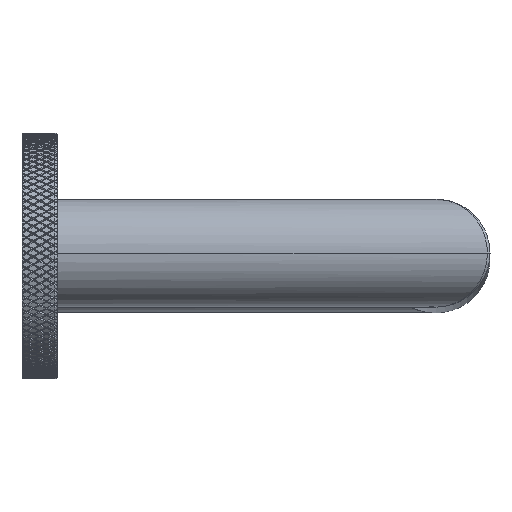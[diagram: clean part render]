
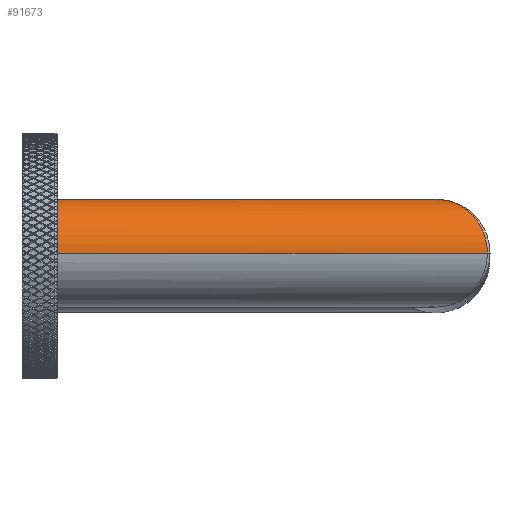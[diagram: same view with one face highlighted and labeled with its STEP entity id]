
A CAD part, top view. The second image highlights one B-rep face of the part: STEP entity #91673.
In plain terms, the highlighted cylindrical face has radius 9.995 mm (diameter 19.99 mm), a partial arc.
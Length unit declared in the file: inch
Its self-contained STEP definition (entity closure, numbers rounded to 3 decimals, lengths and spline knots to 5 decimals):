
#2=CARTESIAN_POINT('',(0.,0.,12.));
#3=DIRECTION('',(1.,0.,0.));
#4=DIRECTION('',(0.,0.,-1.));
#5=AXIS2_PLACEMENT_3D('',#2,#3,#4);
#7=DIRECTION('',(1.,0.,0.));
#8=VECTOR('',#7,2.3425);
#9=CARTESIAN_POINT('',(0.,0.,11.6065));
#10=LINE('',#9,#8);
#11=CARTESIAN_POINT('',(2.756,0.3935,12.));
#12=CARTESIAN_POINT('',(2.7409,0.3935,11.98563));
#13=CARTESIAN_POINT('',(2.71094,0.39193,11.95712));
#14=CARTESIAN_POINT('',(2.66675,0.385,11.91507));
#15=CARTESIAN_POINT('',(2.62421,0.37375,11.87458));
#16=CARTESIAN_POINT('',(2.58404,0.35862,11.83636));
#17=CARTESIAN_POINT('',(2.54678,0.34017,11.8009));
#18=CARTESIAN_POINT('',(2.51278,0.31898,11.76854));
#19=CARTESIAN_POINT('',(2.48222,0.29565,11.73946));
#20=CARTESIAN_POINT('',(2.45515,0.27071,11.7137));
#21=CARTESIAN_POINT('',(2.4315,0.24466,11.6912));
#22=CARTESIAN_POINT('',(2.41112,0.21789,11.6718));
#23=CARTESIAN_POINT('',(2.39381,0.1907,11.65532));
#24=CARTESIAN_POINT('',(2.37935,0.16331,11.64156));
#25=CARTESIAN_POINT('',(2.36752,0.13586,11.63031));
#26=CARTESIAN_POINT('',(2.35815,0.10847,11.62139));
#27=CARTESIAN_POINT('',(2.35105,0.0812,11.61464));
#28=CARTESIAN_POINT('',(2.34607,0.054,11.6099));
#29=CARTESIAN_POINT('',(2.34314,0.02689,11.60711));
#30=CARTESIAN_POINT('',(2.3425,0.00893,11.6065));
#31=CARTESIAN_POINT('',(2.3425,0.,11.6065));
#33=CARTESIAN_POINT('',(2.756,0.3935,12.));
#34=CARTESIAN_POINT('',(2.76925,0.39349,12.01396));
#35=CARTESIAN_POINT('',(2.79555,0.39202,12.04167));
#36=CARTESIAN_POINT('',(2.83432,0.38548,12.08252));
#37=CARTESIAN_POINT('',(2.87179,0.37485,12.12199));
#38=CARTESIAN_POINT('',(2.90741,0.36045,12.15952));
#39=CARTESIAN_POINT('',(2.94063,0.34279,12.19452));
#40=CARTESIAN_POINT('',(2.97117,0.32237,12.22669));
#41=CARTESIAN_POINT('',(2.99881,0.29973,12.25581));
#42=CARTESIAN_POINT('',(3.02352,0.27534,12.28185));
#43=CARTESIAN_POINT('',(3.0453,0.24965,12.30479));
#44=CARTESIAN_POINT('',(3.06425,0.223,12.32476));
#45=CARTESIAN_POINT('',(3.0805,0.1957,12.34188));
#46=CARTESIAN_POINT('',(3.09418,0.16797,12.35629));
#47=CARTESIAN_POINT('',(3.10543,0.14005,12.36814));
#48=CARTESIAN_POINT('',(3.1144,0.11201,12.3776));
#49=CARTESIAN_POINT('',(3.12126,0.08387,12.38482));
#50=CARTESIAN_POINT('',(3.12606,0.05574,12.38988));
#51=CARTESIAN_POINT('',(3.12888,0.02774,12.39285));
#52=CARTESIAN_POINT('',(3.1295,0.00921,12.3935));
#53=CARTESIAN_POINT('',(3.1295,0.,12.3935));
#41838=DIRECTION('',(1.,0.,0.));
#41839=VECTOR('',#41838,3.1295);
#41840=CARTESIAN_POINT('',(0.,0.,12.3935));
#41841=LINE('',#41840,#41839);
#41842=CARTESIAN_POINT('',(3.1295,0.,
12.3935));
#41891=CARTESIAN_POINT('',(2.756,0.3935,
12.));
#83978=CARTESIAN_POINT('',(2.3425,0.,11.6065));
#83979=VERTEX_POINT('',#83978);
#83982=VERTEX_POINT('',#41842);
#83985=VERTEX_POINT('',#41891);
#91652=CARTESIAN_POINT('',(0.,0.,11.6065));
#91653=CARTESIAN_POINT('',(0.,0.,12.3935));
#91654=VERTEX_POINT('',#91652);
#91655=VERTEX_POINT('',#91653);
#91656=CARTESIAN_POINT('',(0.,0.,12.));
#91657=DIRECTION('',(1.,0.,0.));
#91658=DIRECTION('',(0.,0.,-1.));
#91659=AXIS2_PLACEMENT_3D('',#91656,#91657,#91658);
#91660=CYLINDRICAL_SURFACE('',#91659,0.3935);
#91662=ORIENTED_EDGE('',*,*,#91661,.F.);
#91664=ORIENTED_EDGE('',*,*,#91663,.T.);
#91666=ORIENTED_EDGE('',*,*,#91665,.F.);
#91668=ORIENTED_EDGE('',*,*,#91667,.T.);
#91670=ORIENTED_EDGE('',*,*,#91669,.F.);
#91671=EDGE_LOOP('',(#91662,#91664,#91666,#91668,#91670));
#91672=FACE_OUTER_BOUND('',#91671,.F.);
#91673=ADVANCED_FACE('',(#91672),#91660,.T.);
#6=CIRCLE('',#5,0.3935);
#32=B_SPLINE_CURVE_WITH_KNOTS('',3,(#11,#12,#13,#14,#15,#16,#17,#18,#19,#20,#21,
#22,#23,#24,#25,#26,#27,#28,#29,#30,#31),.UNSPECIFIED.,.F.,.F.,(4,1,1,1,1,1,1,1,
1,1,1,1,1,1,1,1,1,1,4),(0.,0.05556,0.11111,
0.16667,0.22222,0.27778,0.33333,
0.38889,0.44444,0.5,0.55556,0.61111,
0.66667,0.72222,0.77778,0.83333,
0.88889,0.94444,1.),.UNSPECIFIED.);
#54=B_SPLINE_CURVE_WITH_KNOTS('',3,(#33,#34,#35,#36,#37,#38,#39,#40,#41,#42,#43,
#44,#45,#46,#47,#48,#49,#50,#51,#52,#53),.UNSPECIFIED.,.F.,.F.,(4,1,1,1,1,1,1,1,
1,1,1,1,1,1,1,1,1,1,4),(0.,0.05556,0.11111,
0.16667,0.22222,0.27778,0.33333,
0.38889,0.44444,0.5,0.55556,0.61111,
0.66667,0.72222,0.77778,0.83333,
0.88889,0.94444,1.),.UNSPECIFIED.);
#91661=EDGE_CURVE('',#91654,#91655,#6,.T.);
#91663=EDGE_CURVE('',#91654,#83979,#10,.T.);
#91665=EDGE_CURVE('',#83985,#83979,#32,.T.);
#91667=EDGE_CURVE('',#83985,#83982,#54,.T.);
#91669=EDGE_CURVE('',#91655,#83982,#41841,.T.);
